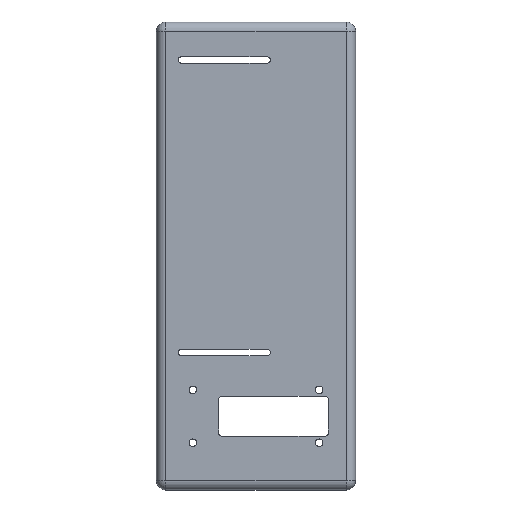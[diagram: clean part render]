
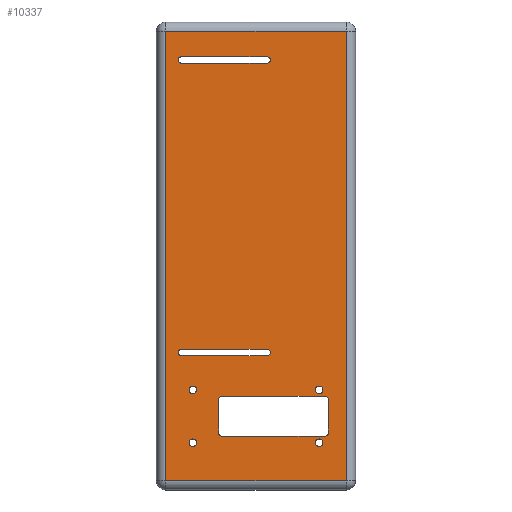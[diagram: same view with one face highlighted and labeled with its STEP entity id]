
A CAD part, front view. The second image highlights one B-rep face of the part: STEP entity #10337.
In plain terms, the highlighted planar face has unit normal (0, -1, 0).
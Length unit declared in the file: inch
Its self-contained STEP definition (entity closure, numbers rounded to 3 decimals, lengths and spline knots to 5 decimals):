
#825=FACE_BOUND('',#1881,.T.);
#826=FACE_BOUND('',#1882,.T.);
#827=FACE_BOUND('',#1883,.T.);
#828=FACE_BOUND('',#1884,.T.);
#829=FACE_BOUND('',#1885,.T.);
#830=FACE_BOUND('',#1886,.T.);
#831=FACE_BOUND('',#1887,.T.);
#934=PLANE('',#11221);
#1246=FACE_OUTER_BOUND('',#1880,.T.);
#1880=EDGE_LOOP('',(#7851,#7852,#7853,#7854));
#1881=EDGE_LOOP('',(#7855,#7856,#7857,#7858));
#1882=EDGE_LOOP('',(#7859,#7860,#7861,#7862));
#1883=EDGE_LOOP('',(#7863));
#1884=EDGE_LOOP('',(#7864));
#1885=EDGE_LOOP('',(#7865));
#1886=EDGE_LOOP('',(#7866));
#1887=EDGE_LOOP('',(#7867,#7868,#7869,#7870,#7871,#7872,#7873,#7874));
#2557=LINE('',#14636,#3351);
#2568=LINE('',#14680,#3362);
#2570=LINE('',#14688,#3364);
#2574=LINE('',#14703,#3368);
#2584=LINE('',#14744,#3378);
#2586=LINE('',#14749,#3380);
#2587=LINE('',#14752,#3381);
#2588=LINE('',#14753,#3382);
#2589=LINE('',#14758,#3383);
#2590=LINE('',#14761,#3384);
#2591=LINE('',#14766,#3385);
#2592=LINE('',#14769,#3386);
#3351=VECTOR('',#12529,0.3937);
#3362=VECTOR('',#12574,0.3937);
#3364=VECTOR('',#12584,0.3937);
#3368=VECTOR('',#12602,0.3937);
#3378=VECTOR('',#12654,0.3937);
#3380=VECTOR('',#12660,0.3937);
#3381=VECTOR('',#12663,0.3937);
#3382=VECTOR('',#12664,0.3937);
#3383=VECTOR('',#12667,0.3937);
#3384=VECTOR('',#12670,0.3937);
#3385=VECTOR('',#12673,0.3937);
#3386=VECTOR('',#12676,0.3937);
#4142=CIRCLE('',#11172,0.075);
#4145=CIRCLE('',#11176,0.075);
#4147=CIRCLE('',#11179,0.075);
#4149=CIRCLE('',#11182,0.075);
#4151=CIRCLE('',#11185,0.0625);
#4153=CIRCLE('',#11189,0.0625);
#4155=CIRCLE('',#11193,0.0625);
#4157=CIRCLE('',#11196,0.0625);
#4168=CIRCLE('',#11222,0.0625);
#4169=CIRCLE('',#11223,0.0625);
#4170=CIRCLE('',#11224,0.0625);
#4171=CIRCLE('',#11225,0.0625);
#4546=VERTEX_POINT('',#14632);
#4548=VERTEX_POINT('',#14635);
#4551=VERTEX_POINT('',#14643);
#4554=VERTEX_POINT('',#14651);
#4556=VERTEX_POINT('',#14657);
#4558=VERTEX_POINT('',#14663);
#4561=VERTEX_POINT('',#14670);
#4562=VERTEX_POINT('',#14672);
#4564=VERTEX_POINT('',#14678);
#4566=VERTEX_POINT('',#14684);
#4568=VERTEX_POINT('',#14693);
#4570=VERTEX_POINT('',#14699);
#4579=VERTEX_POINT('',#14738);
#4580=VERTEX_POINT('',#14742);
#4581=VERTEX_POINT('',#14747);
#4582=VERTEX_POINT('',#14751);
#4583=VERTEX_POINT('',#14754);
#4584=VERTEX_POINT('',#14755);
#4585=VERTEX_POINT('',#14757);
#4586=VERTEX_POINT('',#14759);
#4587=VERTEX_POINT('',#14762);
#4588=VERTEX_POINT('',#14763);
#4589=VERTEX_POINT('',#14765);
#4590=VERTEX_POINT('',#14767);
#5759=EDGE_CURVE('',#4546,#4548,#2557,.T.);
#5764=EDGE_CURVE('',#4551,#4551,#4142,.T.);
#5768=EDGE_CURVE('',#4554,#4554,#4145,.T.);
#5771=EDGE_CURVE('',#4556,#4556,#4147,.T.);
#5774=EDGE_CURVE('',#4558,#4558,#4149,.T.);
#5777=EDGE_CURVE('',#4561,#4562,#4151,.T.);
#5781=EDGE_CURVE('',#4561,#4564,#2568,.T.);
#5784=EDGE_CURVE('',#4566,#4546,#4153,.T.);
#5785=EDGE_CURVE('',#4566,#4562,#2570,.T.);
#5788=EDGE_CURVE('',#4548,#4568,#4155,.T.);
#5792=EDGE_CURVE('',#4570,#4564,#4157,.T.);
#5793=EDGE_CURVE('',#4570,#4568,#2574,.T.);
#5812=EDGE_CURVE('',#4580,#4579,#2584,.T.);
#5815=EDGE_CURVE('',#4579,#4581,#2586,.T.);
#5816=EDGE_CURVE('',#4581,#4582,#2587,.T.);
#5817=EDGE_CURVE('',#4582,#4580,#2588,.T.);
#5818=EDGE_CURVE('',#4583,#4584,#4168,.T.);
#5819=EDGE_CURVE('',#4583,#4585,#2589,.T.);
#5820=EDGE_CURVE('',#4586,#4585,#4169,.T.);
#5821=EDGE_CURVE('',#4586,#4584,#2590,.T.);
#5822=EDGE_CURVE('',#4587,#4588,#4170,.T.);
#5823=EDGE_CURVE('',#4587,#4589,#2591,.T.);
#5824=EDGE_CURVE('',#4590,#4589,#4171,.T.);
#5825=EDGE_CURVE('',#4590,#4588,#2592,.T.);
#7851=ORIENTED_EDGE('',*,*,#5816,.F.);
#7852=ORIENTED_EDGE('',*,*,#5815,.F.);
#7853=ORIENTED_EDGE('',*,*,#5812,.F.);
#7854=ORIENTED_EDGE('',*,*,#5817,.F.);
#7855=ORIENTED_EDGE('',*,*,#5818,.F.);
#7856=ORIENTED_EDGE('',*,*,#5819,.T.);
#7857=ORIENTED_EDGE('',*,*,#5820,.F.);
#7858=ORIENTED_EDGE('',*,*,#5821,.T.);
#7859=ORIENTED_EDGE('',*,*,#5822,.F.);
#7860=ORIENTED_EDGE('',*,*,#5823,.T.);
#7861=ORIENTED_EDGE('',*,*,#5824,.F.);
#7862=ORIENTED_EDGE('',*,*,#5825,.T.);
#7863=ORIENTED_EDGE('',*,*,#5764,.T.);
#7864=ORIENTED_EDGE('',*,*,#5768,.T.);
#7865=ORIENTED_EDGE('',*,*,#5771,.T.);
#7866=ORIENTED_EDGE('',*,*,#5774,.T.);
#7867=ORIENTED_EDGE('',*,*,#5784,.F.);
#7868=ORIENTED_EDGE('',*,*,#5785,.T.);
#7869=ORIENTED_EDGE('',*,*,#5777,.F.);
#7870=ORIENTED_EDGE('',*,*,#5781,.T.);
#7871=ORIENTED_EDGE('',*,*,#5792,.F.);
#7872=ORIENTED_EDGE('',*,*,#5793,.T.);
#7873=ORIENTED_EDGE('',*,*,#5788,.F.);
#7874=ORIENTED_EDGE('',*,*,#5759,.F.);
#10337=ADVANCED_FACE('',(#1246,#825,#826,#827,#828,#829,#830,#831),#934,
 .T.);
#11172=AXIS2_PLACEMENT_3D('',#14645,#12537,#12538);
#11176=AXIS2_PLACEMENT_3D('',#14653,#12546,#12547);
#11179=AXIS2_PLACEMENT_3D('',#14659,#12553,#12554);
#11182=AXIS2_PLACEMENT_3D('',#14665,#12560,#12561);
#11185=AXIS2_PLACEMENT_3D('',#14673,#12567,#12568);
#11189=AXIS2_PLACEMENT_3D('',#14686,#12580,#12581);
#11193=AXIS2_PLACEMENT_3D('',#14694,#12590,#12591);
#11196=AXIS2_PLACEMENT_3D('',#14701,#12598,#12599);
#11221=AXIS2_PLACEMENT_3D('',#14750,#12661,#12662);
#11222=AXIS2_PLACEMENT_3D('',#14756,#12665,#12666);
#11223=AXIS2_PLACEMENT_3D('',#14760,#12668,#12669);
#11224=AXIS2_PLACEMENT_3D('',#14764,#12671,#12672);
#11225=AXIS2_PLACEMENT_3D('',#14768,#12674,#12675);
#12529=DIRECTION('',(0.,0.,1.));
#12537=DIRECTION('center_axis',(0.,1.,0.));
#12538=DIRECTION('ref_axis',(0.,0.,1.));
#12546=DIRECTION('center_axis',(0.,1.,0.));
#12547=DIRECTION('ref_axis',(0.,0.,1.));
#12553=DIRECTION('center_axis',(0.,1.,0.));
#12554=DIRECTION('ref_axis',(0.,0.,1.));
#12560=DIRECTION('center_axis',(0.,1.,0.));
#12561=DIRECTION('ref_axis',(0.,0.,1.));
#12567=DIRECTION('center_axis',(0.,-1.,0.));
#12568=DIRECTION('ref_axis',(-0.707,0.,-0.707));
#12574=DIRECTION('',(0.,0.,1.));
#12580=DIRECTION('center_axis',(0.,-1.,0.));
#12581=DIRECTION('ref_axis',(0.707,0.,-0.707));
#12584=DIRECTION('',(-1.,0.,0.));
#12590=DIRECTION('center_axis',(0.,-1.,0.));
#12591=DIRECTION('ref_axis',(0.707,0.,0.707));
#12598=DIRECTION('center_axis',(0.,-1.,0.));
#12599=DIRECTION('ref_axis',(-0.707,0.,0.707));
#12602=DIRECTION('',(1.,0.,0.));
#12654=DIRECTION('',(1.,0.,0.));
#12660=DIRECTION('',(0.,0.,-1.));
#12661=DIRECTION('center_axis',(0.,-1.,0.));
#12662=DIRECTION('ref_axis',(1.,0.,0.));
#12663=DIRECTION('',(-1.,0.,0.));
#12664=DIRECTION('',(0.,0.,1.));
#12665=DIRECTION('center_axis',(0.,-1.,0.));
#12666=DIRECTION('ref_axis',(0.707,0.,-0.707));
#12667=DIRECTION('',(-1.,0.,0.));
#12668=DIRECTION('center_axis',(0.,-1.,0.));
#12669=DIRECTION('ref_axis',(-0.707,0.,0.707));
#12670=DIRECTION('',(1.,0.,0.));
#12671=DIRECTION('center_axis',(0.,-1.,0.));
#12672=DIRECTION('ref_axis',(0.707,0.,-0.707));
#12673=DIRECTION('',(-1.,0.,0.));
#12674=DIRECTION('center_axis',(0.,-1.,0.));
#12675=DIRECTION('ref_axis',(-0.707,0.,0.707));
#12676=DIRECTION('',(1.,0.,0.));
#14632=CARTESIAN_POINT('',(3.45,0.,1.14375));
#14635=CARTESIAN_POINT('',(3.45,0.,1.81875));
#14636=CARTESIAN_POINT('',(3.45,0.,0.875));
#14643=CARTESIAN_POINT('',(3.27,0.,0.875));
#14645=CARTESIAN_POINT('Origin',(3.27,0.,0.95));
#14651=CARTESIAN_POINT('',(0.73,0.,1.9375));
#14653=CARTESIAN_POINT('Origin',(0.73,0.,2.0125));
#14657=CARTESIAN_POINT('',(0.73,0.,0.875));
#14659=CARTESIAN_POINT('Origin',(0.73,0.,0.95));
#14663=CARTESIAN_POINT('',(3.27,0.,1.9375));
#14665=CARTESIAN_POINT('Origin',(3.27,0.,2.0125));
#14670=CARTESIAN_POINT('',(1.25,0.,1.14375));
#14672=CARTESIAN_POINT('',(1.3125,0.,1.08125));
#14673=CARTESIAN_POINT('Origin',(1.3125,0.,1.14375));
#14678=CARTESIAN_POINT('',(1.25,0.,1.81875));
#14680=CARTESIAN_POINT('',(1.25,0.,2.4625));
#14684=CARTESIAN_POINT('',(3.3875,0.,1.08125));
#14686=CARTESIAN_POINT('Origin',(3.3875,0.,1.14375));
#14688=CARTESIAN_POINT('',(0.85,0.,1.08125));
#14693=CARTESIAN_POINT('',(3.3875,0.,1.88125));
#14694=CARTESIAN_POINT('Origin',(3.3875,0.,1.81875));
#14699=CARTESIAN_POINT('',(1.3125,0.,1.88125));
#14701=CARTESIAN_POINT('Origin',(1.3125,0.,1.81875));
#14703=CARTESIAN_POINT('',(1.95,0.,1.88125));
#14738=CARTESIAN_POINT('',(3.813,0.,9.213));
#14742=CARTESIAN_POINT('',(0.187,0.,9.213));
#14744=CARTESIAN_POINT('',(0.78125,0.,9.213));
#14747=CARTESIAN_POINT('',(3.813,0.,0.187));
#14749=CARTESIAN_POINT('',(3.813,0.,0.));
#14750=CARTESIAN_POINT('Origin',(0.,0.,0.));
#14751=CARTESIAN_POINT('',(0.187,0.,0.187));
#14752=CARTESIAN_POINT('',(0.78125,0.,0.187));
#14753=CARTESIAN_POINT('',(0.187,0.,0.));
#14754=CARTESIAN_POINT('',(2.2245,0.,2.7));
#14755=CARTESIAN_POINT('',(2.2245,0.,2.825));
#14756=CARTESIAN_POINT('Origin',(2.2245,0.,2.7625));
#14757=CARTESIAN_POINT('',(0.4995,0.,2.7));
#14758=CARTESIAN_POINT('',(0.2185,0.,2.7));
#14759=CARTESIAN_POINT('',(0.4995,0.,2.825));
#14760=CARTESIAN_POINT('Origin',(0.4995,0.,2.7625));
#14761=CARTESIAN_POINT('',(1.1435,0.,2.825));
#14762=CARTESIAN_POINT('',(2.2245,0.,8.575));
#14763=CARTESIAN_POINT('',(2.2245,0.,8.7));
#14764=CARTESIAN_POINT('Origin',(2.2245,0.,8.6375));
#14765=CARTESIAN_POINT('',(0.4995,0.,8.575));
#14766=CARTESIAN_POINT('',(0.2185,0.,8.575));
#14767=CARTESIAN_POINT('',(0.4995,0.,8.7));
#14768=CARTESIAN_POINT('Origin',(0.4995,0.,8.6375));
#14769=CARTESIAN_POINT('',(1.1435,0.,8.7));
